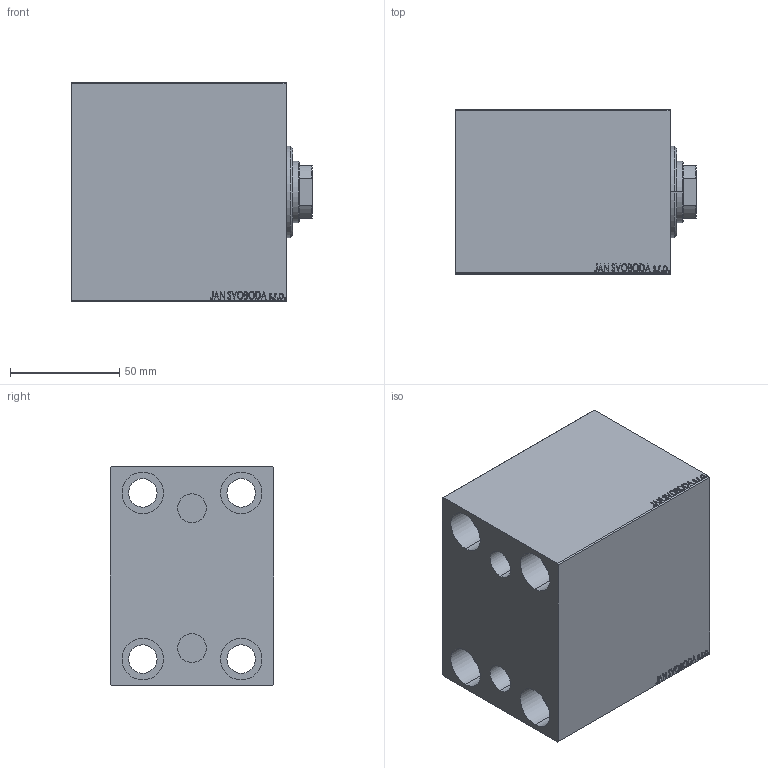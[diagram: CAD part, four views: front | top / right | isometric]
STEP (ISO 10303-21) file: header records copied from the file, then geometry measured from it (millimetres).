
FILE_DESCRIPTION (( 'STEP AP203' ), '1' );
FILE_NAME ('80bb.STEP', '2025-02-18T21:07:19', ( '' ), ( '' ), 'SwSTEP 2.0', 'SolidWorks 2019', '' );
FILE_SCHEMA (( 'CONFIG_CONTROL_DESIGN' ));
Length unit declared in the file: millimetre
Products named in the file (4): V450CP_C 9fc3b5ca8862f6d3012ddc458c36e8a9; V450CP_VC_B 9fc3b5ca8862f6d3012ddc458c36e8a9; 80bb; V450CP_B_VCP 9fc3b5ca8862f6d3012ddc458c36e8a9
Assembly tree (3 placements, depth 2):
  80bb
    V450CP_C 9fc3b5ca8862f6d3012ddc458c36e8a9
    V450CP_B_VCP 9fc3b5ca8862f6d3012ddc458c36e8a9
    V450CP_VC_B 9fc3b5ca8862f6d3012ddc458c36e8a9
Bounding box: 110 x 75 x 100 mm (x, y, z)
Volume: 657875.2 mm3; surface area: 113856.5 mm2
Topology: 3 solids, 3 shells, 878 faces, 2236 edges, 1481 vertices
Faces by surface type: plane 412, bspline 380, cylinder 68, cone 18
Entity records: 44288 total; most frequent: CARTESIAN_POINT 25099, ORIENTED_EDGE 4468, DIRECTION 2626, EDGE_CURVE 2234, VERTEX_POINT 1481, VECTOR 1314, LINE 1314, EDGE_LOOP 1007
